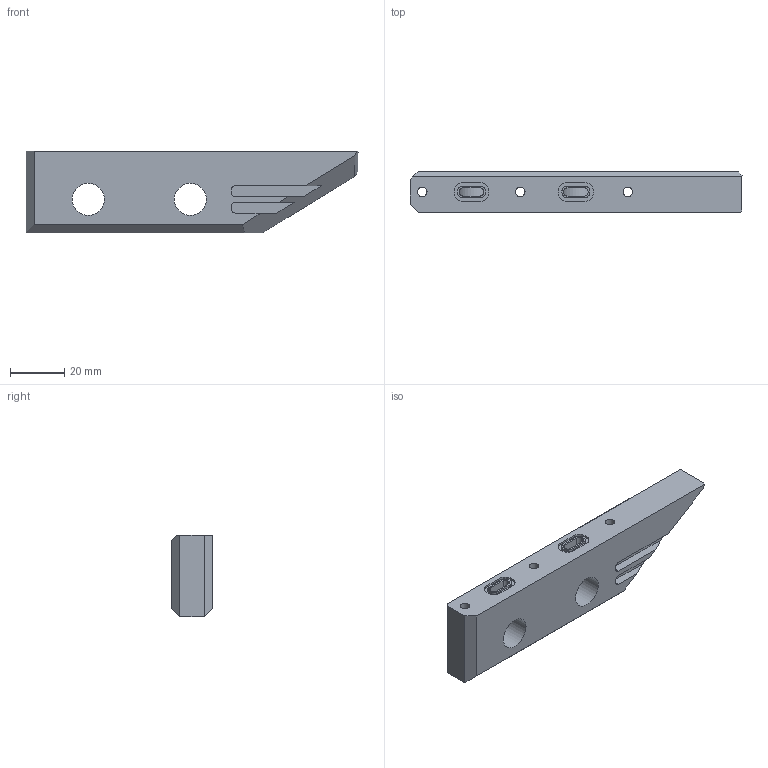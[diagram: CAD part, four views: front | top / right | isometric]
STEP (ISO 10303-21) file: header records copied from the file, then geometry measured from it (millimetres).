
FILE_DESCRIPTION(/* description */ (''),/* implementation_level */ '2;1');
FILE_NAME(/* name */ 'G142080.step',/* time_stamp */ '2018-10-21T23:03:23+02:00',/* author */ (''),/* organization */ (''),/* preprocessor_version */ 'ST-DEVELOPER v17.2',/* originating_system */ 'Autodesk Translation Framework v7.6.0.251',/* authorisation */ '');
FILE_SCHEMA (('AUTOMOTIVE_DESIGN { 1 0 10303 214 3 1 1 }'));
Length unit declared in the file: millimetre
Products named in the file (1): 2080TI RTX
Bounding box: 122 x 15.01 x 30 mm (x, y, z)
Volume: 40125 mm3; surface area: 12753.1 mm2
Topology: 1 solids, 1 shells, 107 faces, 287 edges, 191 vertices
Faces by surface type: plane 65, cylinder 42
Full cylindrical faces by diameter (mm): 3.5 x3, 6 x3, 11.8 x2
Entity records: 3467 total; most frequent: CARTESIAN_POINT 660, ORIENTED_EDGE 574, DIRECTION 571, EDGE_CURVE 287, LINE 203, VECTOR 203, VERTEX_POINT 191, AXIS2_PLACEMENT_3D 184
